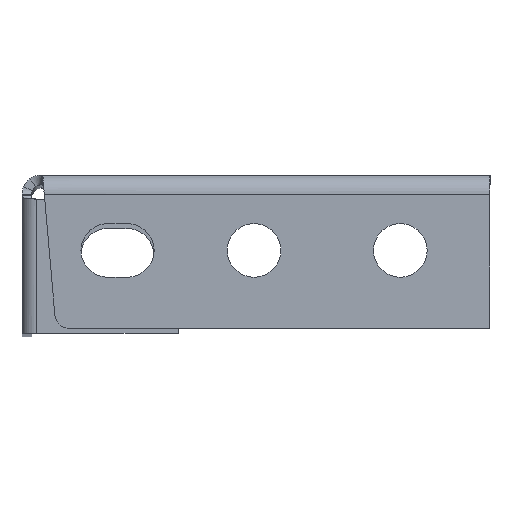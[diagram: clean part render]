
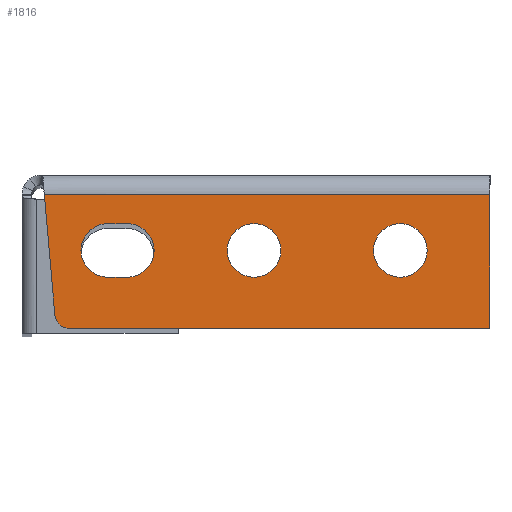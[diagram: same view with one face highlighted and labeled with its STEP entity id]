
A CAD part, top view. The second image highlights one B-rep face of the part: STEP entity #1816.
In plain terms, the highlighted planar face has unit normal (0, 0, 1).
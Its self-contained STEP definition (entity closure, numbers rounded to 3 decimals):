
#87=FACE_BOUND('',#299,.T.);
#88=FACE_BOUND('',#300,.T.);
#89=FACE_BOUND('',#301,.T.);
#125=CIRCLE('',#1960,3.);
#126=CIRCLE('',#1961,5.5);
#127=CIRCLE('',#1962,5.5);
#128=CIRCLE('',#1963,5.5);
#129=CIRCLE('',#1964,5.5);
#190=FACE_OUTER_BOUND('',#298,.T.);
#298=EDGE_LOOP('',(#1224,#1225,#1226,#1227,#1228));
#299=EDGE_LOOP('',(#1229));
#300=EDGE_LOOP('',(#1230,#1231,#1232,#1233));
#301=EDGE_LOOP('',(#1234));
#414=LINE('',#2638,#578);
#452=LINE('',#2760,#616);
#453=LINE('',#2762,#617);
#454=LINE('',#2764,#618);
#455=LINE('',#2772,#619);
#456=LINE('',#2775,#620);
#578=VECTOR('',#2120,10.);
#616=VECTOR('',#2212,10.);
#617=VECTOR('',#2213,10.);
#618=VECTOR('',#2214,10.);
#619=VECTOR('',#2221,10.);
#620=VECTOR('',#2224,10.);
#741=VERTEX_POINT('',#2635);
#742=VERTEX_POINT('',#2637);
#799=VERTEX_POINT('',#2759);
#800=VERTEX_POINT('',#2761);
#801=VERTEX_POINT('',#2763);
#802=VERTEX_POINT('',#2766);
#803=VERTEX_POINT('',#2768);
#804=VERTEX_POINT('',#2769);
#805=VERTEX_POINT('',#2771);
#806=VERTEX_POINT('',#2773);
#807=VERTEX_POINT('',#2776);
#904=EDGE_CURVE('',#741,#742,#414,.T.);
#964=EDGE_CURVE('',#799,#741,#452,.T.);
#965=EDGE_CURVE('',#799,#800,#453,.T.);
#966=EDGE_CURVE('',#801,#800,#454,.T.);
#967=EDGE_CURVE('',#742,#801,#125,.T.);
#968=EDGE_CURVE('',#802,#802,#126,.T.);
#969=EDGE_CURVE('',#803,#804,#127,.T.);
#970=EDGE_CURVE('',#804,#805,#455,.T.);
#971=EDGE_CURVE('',#805,#806,#128,.T.);
#972=EDGE_CURVE('',#806,#803,#456,.T.);
#973=EDGE_CURVE('',#807,#807,#129,.T.);
#1224=ORIENTED_EDGE('',*,*,#964,.F.);
#1225=ORIENTED_EDGE('',*,*,#965,.T.);
#1226=ORIENTED_EDGE('',*,*,#966,.F.);
#1227=ORIENTED_EDGE('',*,*,#967,.F.);
#1228=ORIENTED_EDGE('',*,*,#904,.F.);
#1229=ORIENTED_EDGE('',*,*,#968,.T.);
#1230=ORIENTED_EDGE('',*,*,#969,.T.);
#1231=ORIENTED_EDGE('',*,*,#970,.T.);
#1232=ORIENTED_EDGE('',*,*,#971,.T.);
#1233=ORIENTED_EDGE('',*,*,#972,.T.);
#1234=ORIENTED_EDGE('',*,*,#973,.T.);
#1670=PLANE('',#1959);
#1816=ADVANCED_FACE('',(#190,#87,#88,#89),#1670,.T.);
#1959=AXIS2_PLACEMENT_3D('',#2758,#2210,#2211);
#1960=AXIS2_PLACEMENT_3D('',#2765,#2215,#2216);
#1961=AXIS2_PLACEMENT_3D('',#2767,#2217,#2218);
#1962=AXIS2_PLACEMENT_3D('',#2770,#2219,#2220);
#1963=AXIS2_PLACEMENT_3D('',#2774,#2222,#2223);
#1964=AXIS2_PLACEMENT_3D('',#2777,#2225,#2226);
#2120=DIRECTION('',(-1.,0.,0.));
#2210=DIRECTION('center_axis',(0.,0.,
1.));
#2211=DIRECTION('ref_axis',(0.,-1.,0.));
#2212=DIRECTION('',(0.,-1.,0.));
#2213=DIRECTION('',(-1.,0.,0.));
#2214=DIRECTION('',(-0.087,0.996,0.));
#2215=DIRECTION('center_axis',(0.,0.,
-1.));
#2216=DIRECTION('ref_axis',(-0.676,-0.737,0.));
#2217=DIRECTION('center_axis',(0.,0.,
-1.));
#2218=DIRECTION('ref_axis',(1.,0.,0.));
#2219=DIRECTION('center_axis',(0.,0.,
-1.));
#2220=DIRECTION('ref_axis',(0.,1.,0.));
#2221=DIRECTION('',(1.,0.,0.));
#2222=DIRECTION('center_axis',(0.,0.,
-1.));
#2223=DIRECTION('ref_axis',(0.,-1.,0.));
#2224=DIRECTION('',(-1.,0.,0.));
#2225=DIRECTION('center_axis',(0.,0.,
-1.));
#2226=DIRECTION('ref_axis',(1.,0.,0.));
#2635=CARTESIAN_POINT('',(0.,-29.476,-28.));
#2637=CARTESIAN_POINT('',(-86.267,-29.476,-28.));
#2638=CARTESIAN_POINT('',(-89.016,-29.476,-28.));
#2758=CARTESIAN_POINT('Origin',(-63.975,190.239,-28.));
#2759=CARTESIAN_POINT('',(0.,-2.,-28.));
#2760=CARTESIAN_POINT('',(0.,-29.476,-28.));
#2761=CARTESIAN_POINT('',(-91.42,-2.,-28.));
#2762=CARTESIAN_POINT('',(-77.698,-2.,-28.));
#2763=CARTESIAN_POINT('',(-89.256,-26.738,-28.));
#2764=CARTESIAN_POINT('',(-91.831,2.698,-28.));
#2765=CARTESIAN_POINT('Origin',(-86.267,-26.476,-28.));
#2766=CARTESIAN_POINT('',(-53.9,-13.476,-28.));
#2767=CARTESIAN_POINT('Origin',(-48.4,-13.476,-28.));
#2768=CARTESIAN_POINT('',(-78.4,-18.976,-28.));
#2769=CARTESIAN_POINT('',(-78.4,-7.976,-28.));
#2770=CARTESIAN_POINT('Origin',(-78.4,-13.476,-28.));
#2771=CARTESIAN_POINT('',(-74.4,-7.976,-28.));
#2772=CARTESIAN_POINT('',(-71.188,-7.976,-28.));
#2773=CARTESIAN_POINT('',(-74.4,-18.976,-28.));
#2774=CARTESIAN_POINT('Origin',(-74.4,-13.476,-28.));
#2775=CARTESIAN_POINT('',(-69.188,-18.976,-28.));
#2776=CARTESIAN_POINT('',(-23.9,-13.476,-28.));
#2777=CARTESIAN_POINT('Origin',(-18.4,-13.476,-28.));
